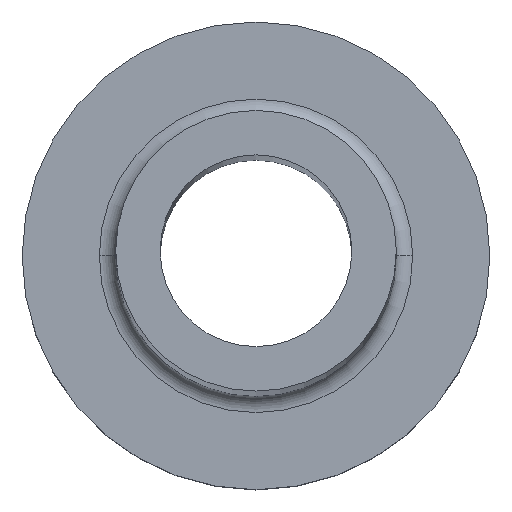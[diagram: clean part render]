
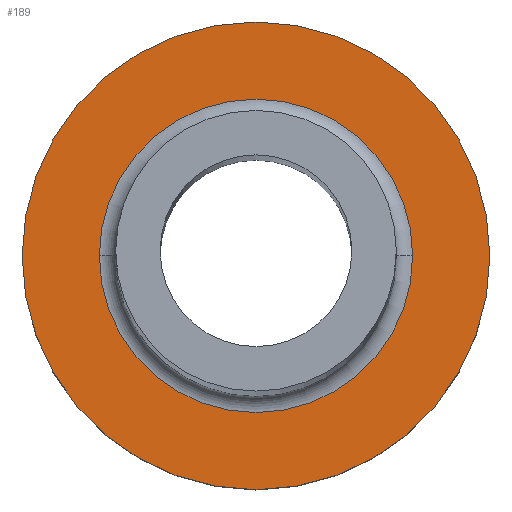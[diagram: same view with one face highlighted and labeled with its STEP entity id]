
A CAD part, top view. The second image highlights one B-rep face of the part: STEP entity #189.
In plain terms, the highlighted planar face has unit normal (0, 0, 1).
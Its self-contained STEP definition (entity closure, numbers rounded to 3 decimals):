
#2 = AXIS2_PLACEMENT_3D ( 'NONE', #18, #47, #131 ) ;
#6 = VERTEX_POINT ( 'NONE', #116 ) ;
#18 = CARTESIAN_POINT ( 'NONE',  ( 0., 0., 7. ) ) ;
#27 = DIRECTION ( 'NONE',  ( 1., 0., 0. ) ) ;
#41 = DIRECTION ( 'NONE',  ( 1., 0., 0. ) ) ;
#45 = CARTESIAN_POINT ( 'NONE',  ( 6.7, 0., 7. ) ) ;
#47 = DIRECTION ( 'NONE',  ( 0., 0., -1. ) ) ;
#50 = EDGE_LOOP ( 'NONE', ( #309, #227 ) ) ;
#61 = AXIS2_PLACEMENT_3D ( 'NONE', #105, #306, #308 ) ;
#63 = DIRECTION ( 'NONE',  ( 1., 0., 0. ) ) ;
#67 = FACE_BOUND ( 'NONE', #197, .T. ) ;
#80 = AXIS2_PLACEMENT_3D ( 'NONE', #274, #211, #41 ) ;
#82 = EDGE_CURVE ( 'NONE', #291, #6, #230, .T. ) ;
#92 = CARTESIAN_POINT ( 'NONE',  ( 0., 0., 7. ) ) ;
#94 = EDGE_CURVE ( 'NONE', #6, #291, #198, .T. ) ;
#98 = EDGE_CURVE ( 'NONE', #250, #337, #270, .T. ) ;
#105 = CARTESIAN_POINT ( 'NONE',  ( 0., 0., 7. ) ) ;
#116 = CARTESIAN_POINT ( 'NONE',  ( 10., 0., 7. ) ) ;
#120 = ORIENTED_EDGE ( 'NONE', *, *, #330, .T. ) ;
#131 = DIRECTION ( 'NONE',  ( 1., 0., 0. ) ) ;
#185 = PLANE ( 'NONE',  #61 ) ;
#189 = ADVANCED_FACE ( 'NONE', ( #67, #271 ), #185, .T. ) ;
#192 = CIRCLE ( 'NONE', #2, 6.7 ) ;
#197 = EDGE_LOOP ( 'NONE', ( #253, #120 ) ) ;
#198 = CIRCLE ( 'NONE', #219, 10. ) ;
#211 = DIRECTION ( 'NONE',  ( 0., 0., -1. ) ) ;
#219 = AXIS2_PLACEMENT_3D ( 'NONE', #92, #292, #27 ) ;
#227 = ORIENTED_EDGE ( 'NONE', *, *, #94, .T. ) ;
#230 = CIRCLE ( 'NONE', #280, 10. ) ;
#250 = VERTEX_POINT ( 'NONE', #45 ) ;
#253 = ORIENTED_EDGE ( 'NONE', *, *, #98, .T. ) ;
#262 = DIRECTION ( 'NONE',  ( 0., 0., 1. ) ) ;
#270 = CIRCLE ( 'NONE', #80, 6.7 ) ;
#271 = FACE_OUTER_BOUND ( 'NONE', #50, .T. ) ;
#274 = CARTESIAN_POINT ( 'NONE',  ( 0., 0., 7. ) ) ;
#280 = AXIS2_PLACEMENT_3D ( 'NONE', #327, #262, #63 ) ;
#291 = VERTEX_POINT ( 'NONE', #336 ) ;
#292 = DIRECTION ( 'NONE',  ( 0., 0., 1. ) ) ;
#306 = DIRECTION ( 'NONE',  ( 0., 0., 1. ) ) ;
#308 = DIRECTION ( 'NONE',  ( 1., 0., 0. ) ) ;
#309 = ORIENTED_EDGE ( 'NONE', *, *, #82, .T. ) ;
#327 = CARTESIAN_POINT ( 'NONE',  ( 0., 0., 7. ) ) ;
#330 = EDGE_CURVE ( 'NONE', #337, #250, #192, .T. ) ;
#336 = CARTESIAN_POINT ( 'NONE',  ( -10., 0., 7. ) ) ;
#337 = VERTEX_POINT ( 'NONE', #375 ) ;
#375 = CARTESIAN_POINT ( 'NONE',  ( -6.7, 0., 7. ) ) ;
